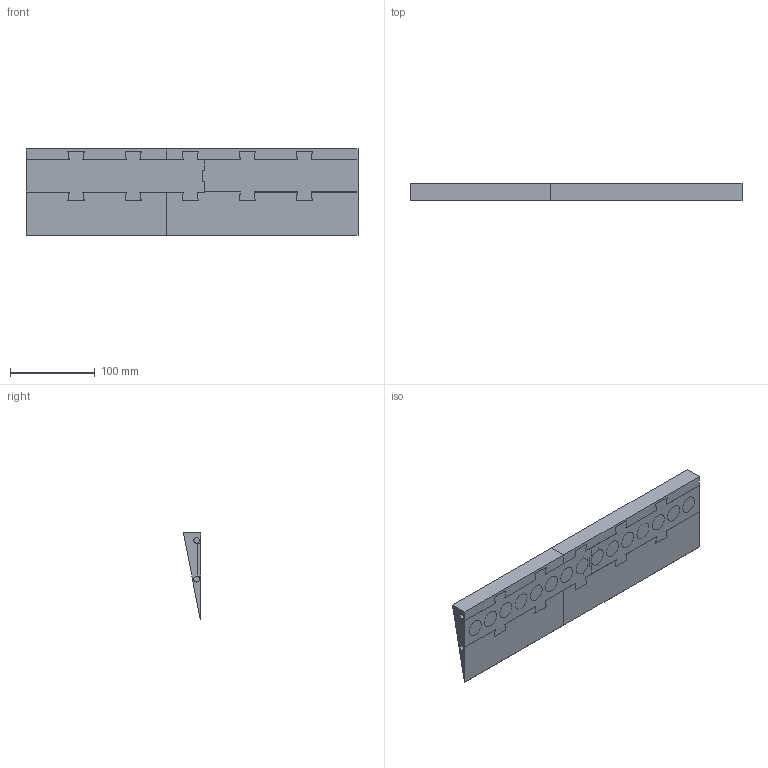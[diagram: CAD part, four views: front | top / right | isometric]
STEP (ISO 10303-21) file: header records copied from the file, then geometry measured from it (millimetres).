
FILE_DESCRIPTION (( 'STEP AP203' ), '1' );
FILE_NAME ('RampAssembly.STEP', '2025-02-26T02:33:42', ( '' ), ( '' ), 'SwSTEP 2.0', 'SolidWorks 2023', '' );
FILE_SCHEMA (( 'CONFIG_CONTROL_DESIGN' ));
Length unit declared in the file: millimetre
Products named in the file (7): RampStraightMainSecondHalf; DowelPinRampGoalie; RampAssembly; DowelPinSmallRampGoalie; RampStraightMainFirstHalf; RampMagnetHolderFirstHalf; RampMagnetHolderSecondHalf
Assembly tree (8 placements, depth 2):
  RampAssembly
    RampStraightMainSecondHalf
    RampMagnetHolderFirstHalf
    RampMagnetHolderSecondHalf
    RampStraightMainFirstHalf
    DowelPinRampGoalie  x2
    DowelPinSmallRampGoalie  x2
Bounding box: 391.16 x 20.32 x 101.6 mm (x, y, z)
Volume: 388196.9 mm3; surface area: 143185.2 mm2
Topology: 8 solids, 8 shells, 241 faces, 578 edges, 380 vertices
Faces by surface type: plane 163, cylinder 62, torus 16
Entity records: 7397 total; most frequent: DIRECTION 1154, CARTESIAN_POINT 1150, ORIENTED_EDGE 1100, EDGE_CURVE 550, LINE 418, VECTOR 418, AXIS2_PLACEMENT_3D 368, VERTEX_POINT 364
